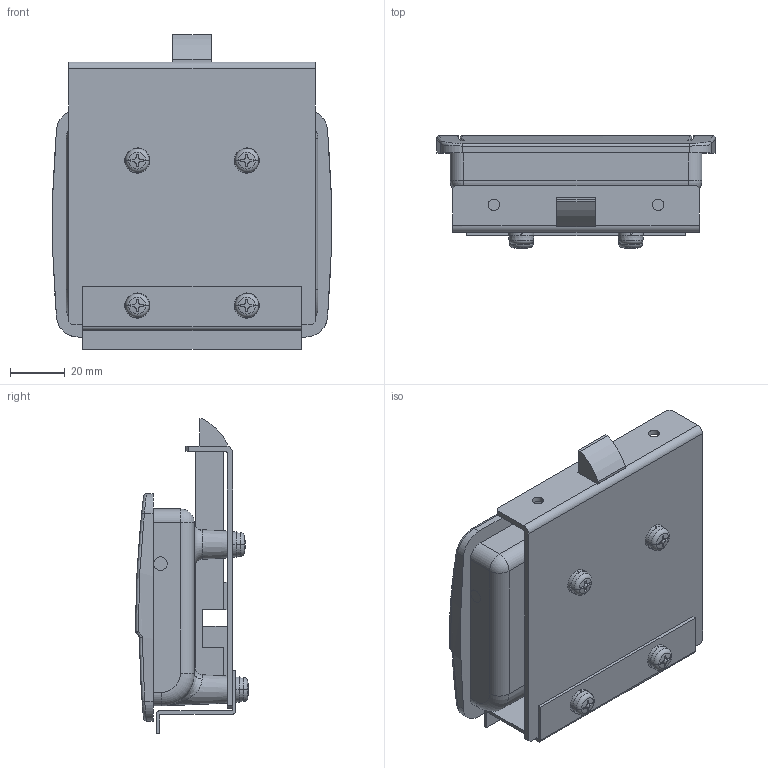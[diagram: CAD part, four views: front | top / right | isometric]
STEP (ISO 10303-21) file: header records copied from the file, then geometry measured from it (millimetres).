
FILE_DESCRIPTION (( 'STEP AP203' ), '1' );
FILE_NAME ('sone3D.STEP', '2014-01-27T05:53:00', ( '' ), ( '' ), 'SwSTEP 2.0', 'SolidWorks 2012', '' );
FILE_SCHEMA (( 'CONFIG_CONTROL_DESIGN' ));
Length unit declared in the file: millimetre
Products named in the file (6): AP-151R-1-1-M5_; AP-151R-1-1-プレート_; AP-151R-1-1-レバー_; AP-151R-1-1-ケーシング_; sone3D; AP-151R-1-1-スライダー_
Assembly tree (8 placements, depth 2):
  sone3D
    AP-151R-1-1-ケーシング_
    AP-151R-1-1-レバー_
    AP-151R-1-1-プレート_
    AP-151R-1-1-M5_  x4
    AP-151R-1-1-スライダー_
Bounding box: 101.85 x 41.22 x 115 mm (x, y, z)
Volume: 94186.4 mm3; surface area: 71984.6 mm2
Topology: 8 solids, 8 shells, 417 faces, 1053 edges, 658 vertices
Faces by surface type: plane 178, cylinder 137, bspline 38, cone 32, torus 26, sphere 6
Entity records: 12266 total; most frequent: CARTESIAN_POINT 4450, ORIENTED_EDGE 1518, DIRECTION 1440, EDGE_CURVE 759, AXIS2_PLACEMENT_3D 528, VERTEX_POINT 478, VECTOR 384, LINE 384
